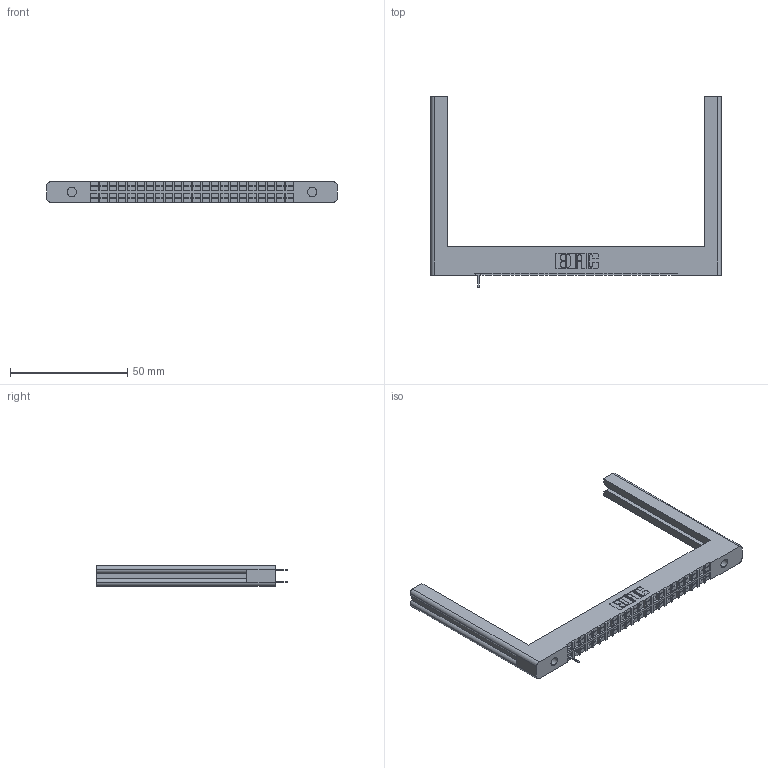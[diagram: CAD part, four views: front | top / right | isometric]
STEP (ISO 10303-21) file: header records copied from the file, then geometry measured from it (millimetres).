
FILE_DESCRIPTION (( 'STEP AP203' ), '1' );
FILE_NAME ('322-044-524-254.STEP', '2018-08-01T11:34:41', ( '' ), ( '' ), 'SwSTEP 2.0', 'SolidWorks 2016', '' );
FILE_SCHEMA (( 'CONFIG_CONTROL_DESIGN' ));
Length unit declared in the file: inch
Products named in the file (3): 322 Part; 307-290-001_524; 322-044-524-254
Assembly tree (3 placements, depth 2):
  322-044-524-254
    322 Part
    307-290-001_524  x2
Bounding box: 123.83 x 81.61 x 8.71 mm (x, y, z)
Volume: 15519.5 mm3; surface area: 14300.2 mm2
Topology: 3 solids, 3 shells, 657 faces, 2049 edges, 1362 vertices
Faces by surface type: plane 537, cylinder 120
Entity records: 21898 total; most frequent: ORIENTED_EDGE 3902, CARTESIAN_POINT 3876, DIRECTION 3423, EDGE_CURVE 1951, LINE 1733, VECTOR 1733, VERTEX_POINT 1298, AXIS2_PLACEMENT_3D 845
